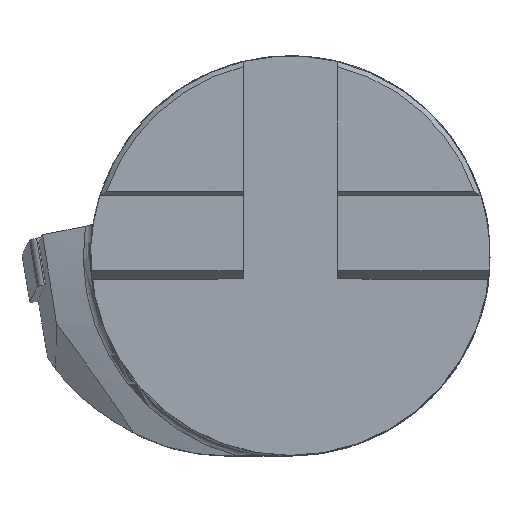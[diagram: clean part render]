
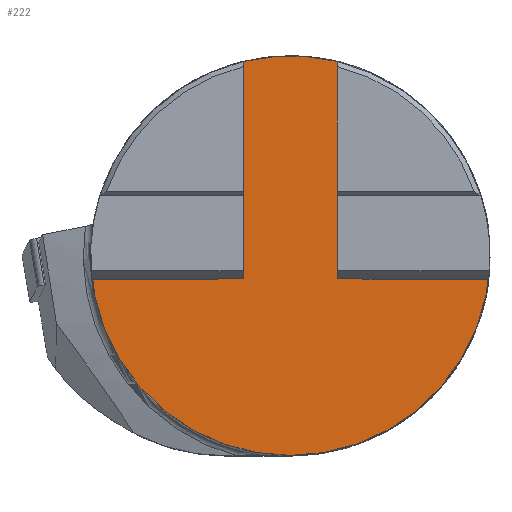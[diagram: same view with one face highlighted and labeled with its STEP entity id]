
A CAD part, top view. The second image highlights one B-rep face of the part: STEP entity #222.
In plain terms, the highlighted planar face has unit normal (0, 0, 1).
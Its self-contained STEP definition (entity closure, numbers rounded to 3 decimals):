
#147=CIRCLE('',#1698,20.);
#150=CIRCLE('',#1703,20.);
#222=ADVANCED_FACE('',(#350),#290,.F.);
#290=PLANE('',#1712);
#350=FACE_OUTER_BOUND('',#430,.T.);
#430=EDGE_LOOP('',(#740,#741,#742,#743,#744,#745));
#740=ORIENTED_EDGE('',*,*,#1254,.T.);
#741=ORIENTED_EDGE('',*,*,#1270,.T.);
#742=ORIENTED_EDGE('',*,*,#1271,.F.);
#743=ORIENTED_EDGE('',*,*,#1260,.T.);
#744=ORIENTED_EDGE('',*,*,#1272,.T.);
#745=ORIENTED_EDGE('',*,*,#1273,.T.);
#1083=VERTEX_POINT('',#2633);
#1084=VERTEX_POINT('',#2635);
#1088=VERTEX_POINT('',#2644);
#1089=VERTEX_POINT('',#2646);
#1094=VERTEX_POINT('',#2681);
#1095=VERTEX_POINT('',#2684);
#1254=EDGE_CURVE('',#1084,#1083,#147,.T.);
#1260=EDGE_CURVE('',#1089,#1088,#150,.T.);
#1270=EDGE_CURVE('',#1083,#1094,#1402,.T.);
#1271=EDGE_CURVE('',#1089,#1094,#1403,.T.);
#1272=EDGE_CURVE('',#1088,#1095,#1404,.T.);
#1273=EDGE_CURVE('',#1095,#1084,#1405,.T.);
#1402=LINE('',#2680,#1512);
#1403=LINE('',#2682,#1513);
#1404=LINE('',#2683,#1514);
#1405=LINE('',#2685,#1515);
#1512=VECTOR('',#2029,1.);
#1513=VECTOR('',#2030,1.);
#1514=VECTOR('',#2031,1.);
#1515=VECTOR('',#2032,1.);
#1698=AXIS2_PLACEMENT_3D('',#2634,#1999,#2000);
#1703=AXIS2_PLACEMENT_3D('',#2645,#2010,#2011);
#1712=AXIS2_PLACEMENT_3D('',#2686,#2033,#2034);
#1999=DIRECTION('',(0.,0.,1.));
#2000=DIRECTION('',(-1.,0.,0.));
#2010=DIRECTION('',(0.,0.,1.));
#2011=DIRECTION('',(-1.,0.,0.));
#2029=DIRECTION('',(-1.,0.,0.));
#2030=DIRECTION('',(0.,-1.,0.));
#2031=DIRECTION('',(0.,-1.,0.));
#2032=DIRECTION('',(-1.,0.,0.));
#2033=DIRECTION('',(0.,0.,-1.));
#2034=DIRECTION('',(-1.,0.,0.));
#2633=CARTESIAN_POINT('',(19.987,-0.73,-4.7));
#2634=CARTESIAN_POINT('',(0.,0.,-4.7));
#2635=CARTESIAN_POINT('',(-19.987,-0.73,-4.7));
#2644=CARTESIAN_POINT('',(-7.275,18.63,-4.7));
#2645=CARTESIAN_POINT('',(0.,0.,-4.7));
#2646=CARTESIAN_POINT('',(7.275,18.63,-4.7));
#2680=CARTESIAN_POINT('',(-7.275,-0.73,-4.7));
#2681=CARTESIAN_POINT('',(7.275,-0.73,-4.7));
#2682=CARTESIAN_POINT('',(7.275,25.,-4.7));
#2683=CARTESIAN_POINT('',(-7.275,25.,-4.7));
#2684=CARTESIAN_POINT('',(-7.275,-0.73,-4.7));
#2685=CARTESIAN_POINT('',(-7.275,-0.73,-4.7));
#2686=CARTESIAN_POINT('',(-7.275,25.,-4.7));
